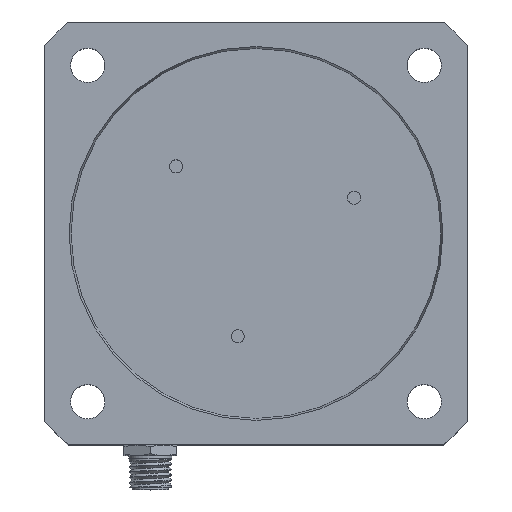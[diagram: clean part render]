
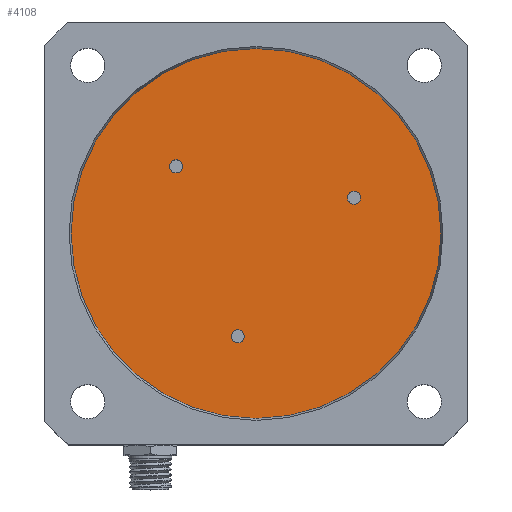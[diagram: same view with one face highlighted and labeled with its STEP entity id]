
A CAD part, top view. The second image highlights one B-rep face of the part: STEP entity #4108.
In plain terms, the highlighted planar face has unit normal (0, 0, 1).
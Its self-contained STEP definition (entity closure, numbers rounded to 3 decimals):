
#103=FACE_BOUND('',#808,.T.);
#104=FACE_BOUND('',#809,.T.);
#105=FACE_BOUND('',#810,.T.);
#456=PLANE('',#4370);
#576=FACE_OUTER_BOUND('',#807,.T.);
#807=EDGE_LOOP('',(#2845,#2846));
#808=EDGE_LOOP('',(#2847));
#809=EDGE_LOOP('',(#2848));
#810=EDGE_LOOP('',(#2849));
#1641=CIRCLE('',#4371,35.);
#1642=CIRCLE('',#4372,35.);
#1643=CIRCLE('',#4373,1.23);
#1644=CIRCLE('',#4374,1.23);
#1645=CIRCLE('',#4375,1.23);
#1836=VERTEX_POINT('',#5949);
#1837=VERTEX_POINT('',#5950);
#1838=VERTEX_POINT('',#5953);
#1839=VERTEX_POINT('',#5955);
#1840=VERTEX_POINT('',#5957);
#2242=EDGE_CURVE('',#1836,#1837,#1641,.T.);
#2243=EDGE_CURVE('',#1837,#1836,#1642,.T.);
#2244=EDGE_CURVE('',#1838,#1838,#1643,.T.);
#2245=EDGE_CURVE('',#1839,#1839,#1644,.T.);
#2246=EDGE_CURVE('',#1840,#1840,#1645,.T.);
#2845=ORIENTED_EDGE('',*,*,#2242,.F.);
#2846=ORIENTED_EDGE('',*,*,#2243,.F.);
#2847=ORIENTED_EDGE('',*,*,#2244,.T.);
#2848=ORIENTED_EDGE('',*,*,#2245,.T.);
#2849=ORIENTED_EDGE('',*,*,#2246,.T.);
#4108=ADVANCED_FACE('',(#576,#103,#104,#105),#456,.F.);
#4370=AXIS2_PLACEMENT_3D('',#5948,#4806,#4807);
#4371=AXIS2_PLACEMENT_3D('',#5951,#4808,#4809);
#4372=AXIS2_PLACEMENT_3D('',#5952,#4810,#4811);
#4373=AXIS2_PLACEMENT_3D('',#5954,#4812,#4813);
#4374=AXIS2_PLACEMENT_3D('',#5956,#4814,#4815);
#4375=AXIS2_PLACEMENT_3D('',#5958,#4816,#4817);
#4806=DIRECTION('center_axis',(0.,0.,
-1.));
#4807=DIRECTION('ref_axis',(-1.,0.,0.));
#4808=DIRECTION('center_axis',(0.,0.,
-1.));
#4809=DIRECTION('ref_axis',(-1.,0.,0.));
#4810=DIRECTION('center_axis',(0.,0.,
-1.));
#4811=DIRECTION('ref_axis',(-1.,0.,0.));
#4812=DIRECTION('center_axis',(0.,0.,
-1.));
#4813=DIRECTION('ref_axis',(-1.,0.,0.));
#4814=DIRECTION('center_axis',(0.,0.,
-1.));
#4815=DIRECTION('ref_axis',(-1.,0.,0.));
#4816=DIRECTION('center_axis',(0.,0.,
-1.));
#4817=DIRECTION('ref_axis',(-1.,0.,0.));
#5948=CARTESIAN_POINT('Origin',(0.,0.,
69.3));
#5949=CARTESIAN_POINT('',(0.,35.,69.3));
#5950=CARTESIAN_POINT('',(0.,-35.,69.3));
#5951=CARTESIAN_POINT('Origin',(0.,0.,
69.3));
#5952=CARTESIAN_POINT('Origin',(0.,0.,
69.3));
#5953=CARTESIAN_POINT('',(19.788,6.755,69.3));
#5954=CARTESIAN_POINT('Origin',(18.559,6.755,69.3));
#5955=CARTESIAN_POINT('',(-2.2,-19.45,69.3));
#5956=CARTESIAN_POINT('Origin',(-3.43,-19.45,69.3));
#5957=CARTESIAN_POINT('',(-13.9,12.695,69.3));
#5958=CARTESIAN_POINT('Origin',(-15.129,12.695,69.3));
